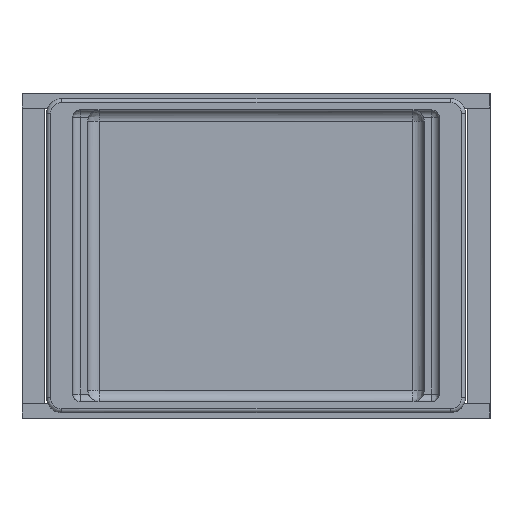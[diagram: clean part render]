
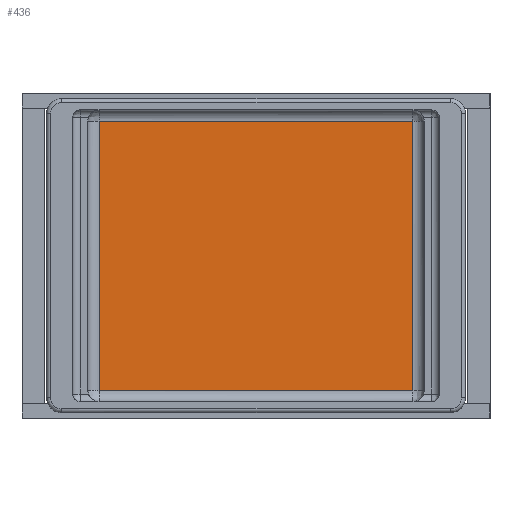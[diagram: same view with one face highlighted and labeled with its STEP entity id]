
A CAD part, top view. The second image highlights one B-rep face of the part: STEP entity #436.
In plain terms, the highlighted planar face has unit normal (0, 0, 1).
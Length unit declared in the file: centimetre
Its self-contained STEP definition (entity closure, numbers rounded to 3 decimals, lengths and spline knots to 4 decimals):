
#436=ADVANCED_FACE('',(#694),#4090,.T.);
#694=FACE_OUTER_BOUND('',#953,.T.);
#953=EDGE_LOOP('',(#1353,#1354,#1355,#1356));
#1353=ORIENTED_EDGE('',*,*,#2436,.F.);
#1354=ORIENTED_EDGE('',*,*,#2431,.F.);
#1355=ORIENTED_EDGE('',*,*,#2447,.F.);
#1356=ORIENTED_EDGE('',*,*,#2441,.F.);
#2431=EDGE_CURVE('',#3712,#3705,#3024,.T.);
#2436=EDGE_CURVE('',#3705,#3709,#3027,.T.);
#2441=EDGE_CURVE('',#3709,#3711,#3030,.T.);
#2447=EDGE_CURVE('',#3711,#3712,#3033,.T.);
#3024=B_SPLINE_CURVE_WITH_KNOTS('',1,(#5510,#5511),.UNSPECIFIED.,.F.,.F.,
(2,2),(-435.,-15.),.UNSPECIFIED.);
#3027=B_SPLINE_CURVE_WITH_KNOTS('',1,(#5522,#5523),.UNSPECIFIED.,.F.,.F.,
(2,2),(-375.,-15.),.UNSPECIFIED.);
#3030=B_SPLINE_CURVE_WITH_KNOTS('',1,(#5534,#5535),.UNSPECIFIED.,.F.,.F.,
(2,2),(-435.,-15.),.UNSPECIFIED.);
#3033=B_SPLINE_CURVE_WITH_KNOTS('',1,(#5549,#5550),.UNSPECIFIED.,.F.,.F.,
(2,2),(-375.,-15.),.UNSPECIFIED.);
#3705=VERTEX_POINT('',#5228);
#3709=VERTEX_POINT('',#5232);
#3711=VERTEX_POINT('',#5234);
#3712=VERTEX_POINT('',#5235);
#4090=PLANE('',#4411);
#4411=AXIS2_PLACEMENT_3D('',#5106,#4644,$);
#4644=DIRECTION('',(0.,0.,1.));
#5106=CARTESIAN_POINT('',(50.8,2.25,41.));
#5228=CARTESIAN_POINT('',(7.3,3.75,41.));
#5232=CARTESIAN_POINT('',(7.3,39.75,41.));
#5234=CARTESIAN_POINT('',(49.3,39.75,41.));
#5235=CARTESIAN_POINT('',(49.3,3.75,41.));
#5510=CARTESIAN_POINT('',(49.3,3.75,41.));
#5511=CARTESIAN_POINT('',(7.3,3.75,41.));
#5522=CARTESIAN_POINT('',(7.3,3.75,41.));
#5523=CARTESIAN_POINT('',(7.3,39.75,41.));
#5534=CARTESIAN_POINT('',(7.3,39.75,41.));
#5535=CARTESIAN_POINT('',(49.3,39.75,41.));
#5549=CARTESIAN_POINT('',(49.3,39.75,41.));
#5550=CARTESIAN_POINT('',(49.3,3.75,41.));
